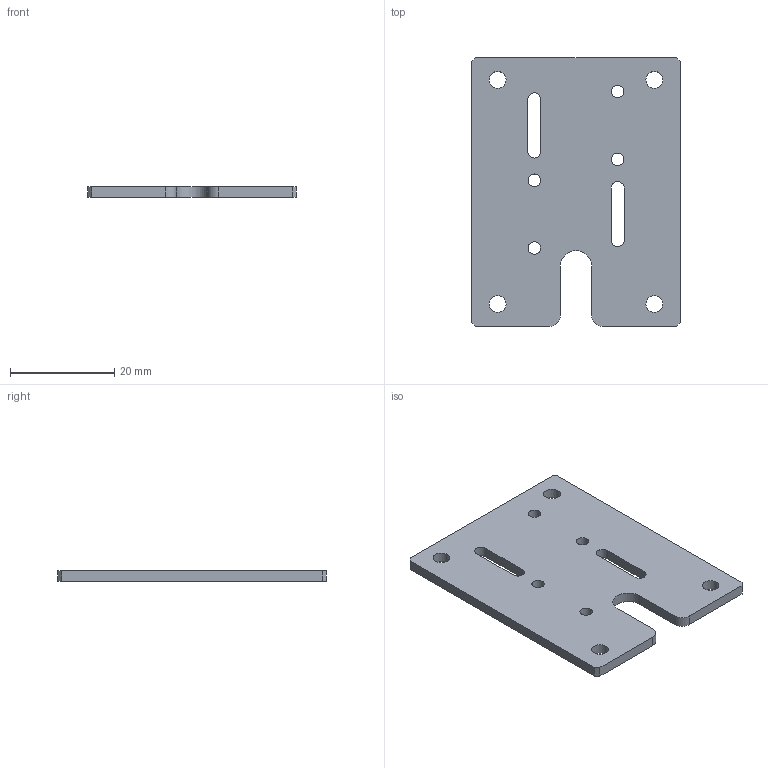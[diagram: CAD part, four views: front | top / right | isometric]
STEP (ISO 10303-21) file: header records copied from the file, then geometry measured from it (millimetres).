
FILE_DESCRIPTION(('FreeCAD Model'),'2;1');
FILE_NAME('PP-MP0306_x_belt_plate.step','2019-10-09T12:53:47',('Author'),('') ,'Open CASCADE STEP processor 7.3','FreeCAD','Unknown');
FILE_SCHEMA(('AUTOMOTIVE_DESIGN { 1 0 10303 214 1 1 1 1 }'));
Length unit declared in the file: millimetre
Products named in the file (1): Fillet
Bounding box: 40 x 51.5 x 2 mm (x, y, z)
Volume: 3727.9 mm3; surface area: 4391.9 mm2
Topology: 1 solids, 1 shells, 32 faces, 90 edges, 60 vertices
Faces by surface type: plane 17, cylinder 15
Full cylindrical faces by diameter (mm): 2.4 x4, 3.2 x4
Entity records: 2353 total; most frequent: CARTESIAN_POINT 555, DIRECTION 324, LINE 198, VECTOR 198, ORIENTED_EDGE 180, PCURVE 180, DEFINITIONAL_REPRESENTATION 180, EDGE_CURVE 90
